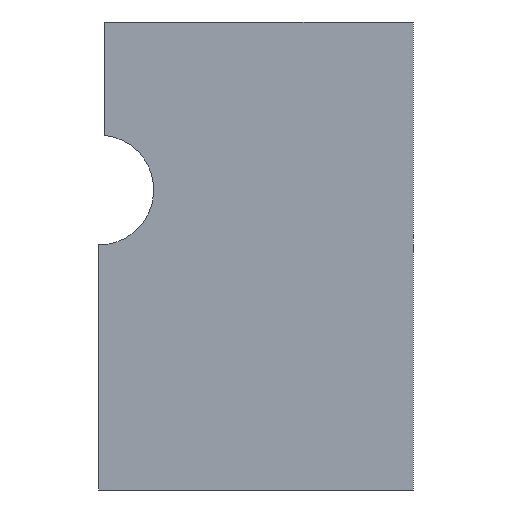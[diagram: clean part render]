
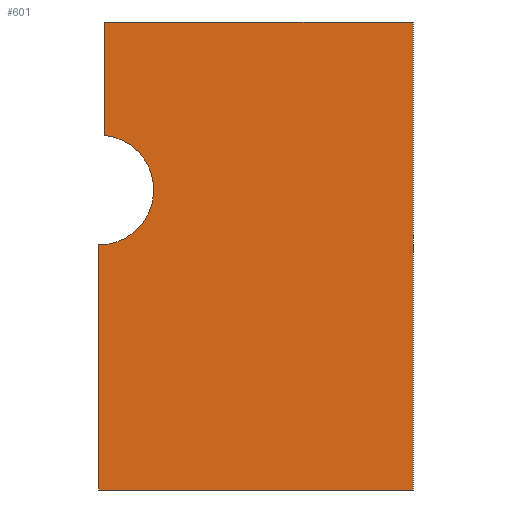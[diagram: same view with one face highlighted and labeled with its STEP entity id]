
A CAD part, front view. The second image highlights one B-rep face of the part: STEP entity #601.
In plain terms, the highlighted planar face has unit normal (0, -1, 0).
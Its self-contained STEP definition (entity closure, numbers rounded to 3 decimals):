
#32=LINE('',#922,#74);
#56=LINE('',#1020,#98);
#63=LINE('',#1038,#105);
#65=LINE('',#1042,#107);
#67=LINE('',#1045,#109);
#74=VECTOR('',#745,10.);
#98=VECTOR('',#851,10.);
#105=VECTOR('',#868,10.);
#107=VECTOR('',#872,10.);
#109=VECTOR('',#876,10.);
#182=FACE_OUTER_BOUND('',#238,.T.);
#238=EDGE_LOOP('',(#549,#550,#551,#552,#553,#554));
#272=CIRCLE('',#688,4.75);
#285=VERTEX_POINT('',#920);
#286=VERTEX_POINT('',#921);
#319=VERTEX_POINT('',#1019);
#324=VERTEX_POINT('',#1033);
#325=VERTEX_POINT('',#1037);
#326=VERTEX_POINT('',#1041);
#345=EDGE_CURVE('',#285,#286,#32,.T.);
#389=EDGE_CURVE('',#319,#286,#56,.T.);
#396=EDGE_CURVE('',#324,#319,#272,.T.);
#398=EDGE_CURVE('',#325,#324,#63,.T.);
#400=EDGE_CURVE('',#326,#325,#65,.T.);
#402=EDGE_CURVE('',#326,#285,#67,.T.);
#549=ORIENTED_EDGE('',*,*,#389,.T.);
#550=ORIENTED_EDGE('',*,*,#345,.F.);
#551=ORIENTED_EDGE('',*,*,#402,.F.);
#552=ORIENTED_EDGE('',*,*,#400,.T.);
#553=ORIENTED_EDGE('',*,*,#398,.T.);
#554=ORIENTED_EDGE('',*,*,#396,.T.);
#564=PLANE('',#692);
#601=ADVANCED_FACE('',(#182),#564,.T.);
#688=AXIS2_PLACEMENT_3D('',#1034,#863,#864);
#692=AXIS2_PLACEMENT_3D('',#1046,#877,#878);
#745=DIRECTION('',(-1.,0.,0.));
#851=DIRECTION('',(0.,0.,-1.));
#863=DIRECTION('center_axis',(0.,1.,0.));
#864=DIRECTION('ref_axis',(-0.105,0.,0.994));
#868=DIRECTION('',(0.,0.,-1.));
#872=DIRECTION('',(-1.,0.,0.));
#876=DIRECTION('',(0.,0.,-1.));
#877=DIRECTION('center_axis',(0.,-1.,0.));
#878=DIRECTION('ref_axis',(0.,0.,-1.));
#920=CARTESIAN_POINT('',(19.5,-18.,-9.9));
#921=CARTESIAN_POINT('',(-7.65,-18.,-9.9));
#922=CARTESIAN_POINT('',(19.5,-18.,-9.9));
#1019=CARTESIAN_POINT('',(-7.65,-18.,11.25));
#1020=CARTESIAN_POINT('',(-7.65,-18.,0.));
#1033=CARTESIAN_POINT('',(-7.15,-18.,20.723));
#1034=CARTESIAN_POINT('Origin',(-7.65,-18.,16.));
#1037=CARTESIAN_POINT('',(-7.15,-18.,30.5));
#1038=CARTESIAN_POINT('',(-7.15,-18.,10.362));
#1041=CARTESIAN_POINT('',(19.5,-18.,30.5));
#1042=CARTESIAN_POINT('',(-15.5,-18.,30.5));
#1045=CARTESIAN_POINT('',(19.5,-18.,0.));
#1046=CARTESIAN_POINT('Origin',(19.5,-18.,0.));
